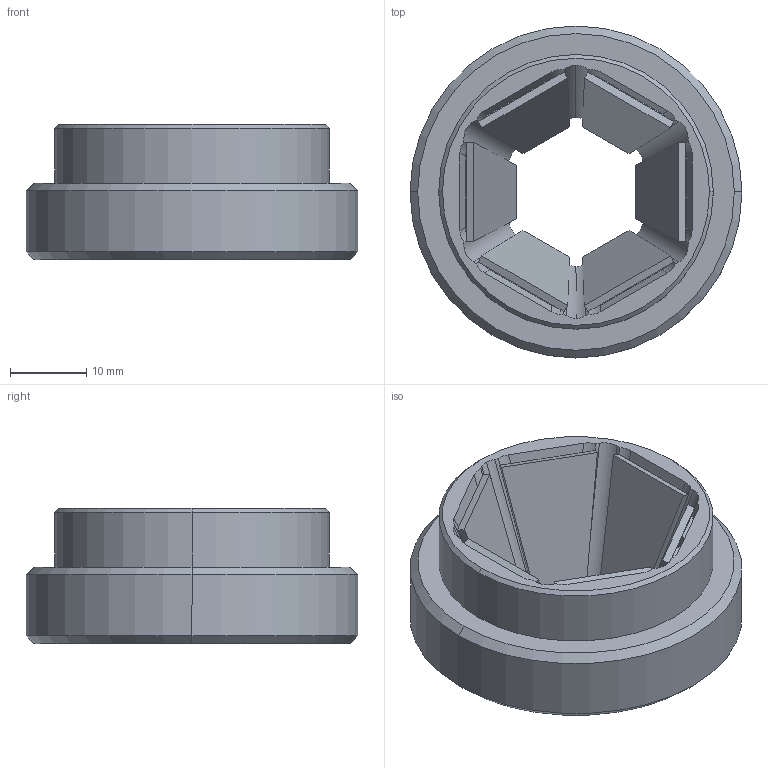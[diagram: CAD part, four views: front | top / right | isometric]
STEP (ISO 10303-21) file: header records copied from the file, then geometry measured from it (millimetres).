
FILE_DESCRIPTION (( 'STEP AP203' ), '1' );
FILE_NAME ('DP19137-A_PCMPMIRR.step', '2021-12-13T16:50:30', ( '' ), ( '' ), 'SwSTEP 2.0', 'SolidWorks 2021', '' );
FILE_SCHEMA (( 'CONFIG_CONTROL_DESIGN' ));
Length unit declared in the file: millimetre
Products named in the file (1): DP19137-A_PCMPMIRR
Bounding box: 43.5 x 43.5 x 17.7 mm (x, y, z)
Surface area: 7968.6 mm2 (no closed solid volume)
Topology: 0 solids, 7 shells, 105 faces, 269 edges, 175 vertices
Faces by surface type: plane 65, cylinder 34, cone 6
Entity records: 3206 total; most frequent: CARTESIAN_POINT 775, ORIENTED_EDGE 522, DIRECTION 434, EDGE_CURVE 269, VERTEX_POINT 175, VECTOR 166, LINE 166, AXIS2_PLACEMENT_3D 134
